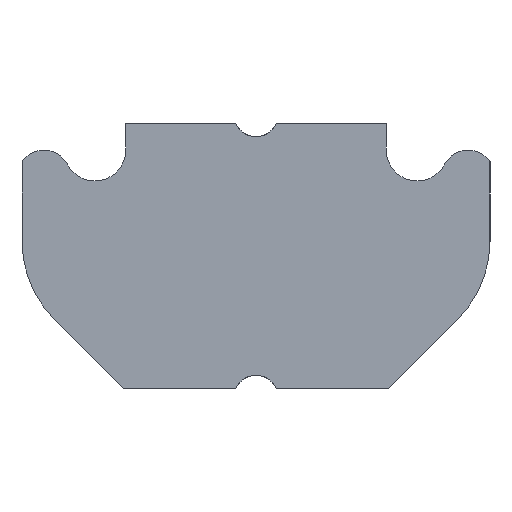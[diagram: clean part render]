
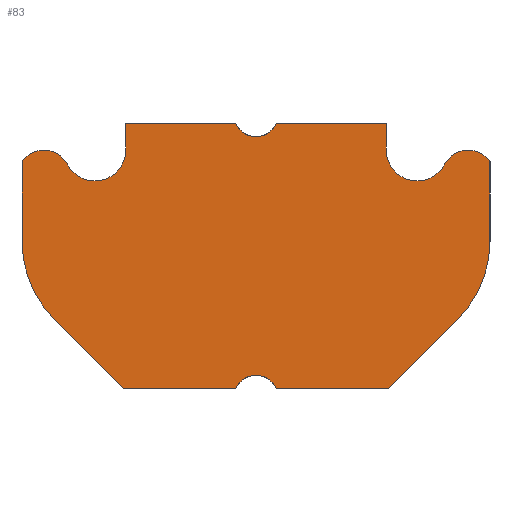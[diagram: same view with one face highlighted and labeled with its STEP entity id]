
A CAD part, left-side view. The second image highlights one B-rep face of the part: STEP entity #83.
In plain terms, the highlighted planar face has unit normal (-1, 0, 0).
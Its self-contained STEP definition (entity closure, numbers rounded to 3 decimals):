
#83 = ADVANCED_FACE( '', ( #170 ), #171, .T. );
#170 = FACE_OUTER_BOUND( '', #260, .T. );
#171 = PLANE( '', #261 );
#260 = EDGE_LOOP( '', ( #436, #437, #438, #439, #440, #441, #442, #443, #444, #445, #446, #447, #448, #449, #450, #451, #452, #453, #454 ) );
#261 = AXIS2_PLACEMENT_3D( '', #455, #456, #457 );
#436 = ORIENTED_EDGE( '', *, *, #573, .T. );
#437 = ORIENTED_EDGE( '', *, *, #582, .T. );
#438 = ORIENTED_EDGE( '', *, *, #578, .T. );
#439 = ORIENTED_EDGE( '', *, *, #634, .T. );
#440 = ORIENTED_EDGE( '', *, *, #645, .F. );
#441 = ORIENTED_EDGE( '', *, *, #646, .T. );
#442 = ORIENTED_EDGE( '', *, *, #568, .T. );
#443 = ORIENTED_EDGE( '', *, *, #600, .T. );
#444 = ORIENTED_EDGE( '', *, *, #630, .T. );
#445 = ORIENTED_EDGE( '', *, *, #617, .T. );
#446 = ORIENTED_EDGE( '', *, *, #586, .T. );
#447 = ORIENTED_EDGE( '', *, *, #643, .F. );
#448 = ORIENTED_EDGE( '', *, *, #639, .T. );
#449 = ORIENTED_EDGE( '', *, *, #609, .T. );
#450 = ORIENTED_EDGE( '', *, *, #647, .F. );
#451 = ORIENTED_EDGE( '', *, *, #626, .T. );
#452 = ORIENTED_EDGE( '', *, *, #648, .T. );
#453 = ORIENTED_EDGE( '', *, *, #649, .F. );
#454 = ORIENTED_EDGE( '', *, *, #596, .F. );
#455 = CARTESIAN_POINT( '', ( 0., -5.3, 3. ) );
#456 = DIRECTION( '', ( -1., 0., 0. ) );
#457 = DIRECTION( '', ( 0., -1., 0. ) );
#568 = EDGE_CURVE( '', #679, #677, #680, .T. );
#573 = EDGE_CURVE( '', #688, #686, #689, .T. );
#578 = EDGE_CURVE( '', #697, #695, #698, .T. );
#582 = EDGE_CURVE( '', #686, #697, #702, .T. );
#586 = EDGE_CURVE( '', #709, #707, #710, .T. );
#596 = EDGE_CURVE( '', #688, #723, #726, .T. );
#600 = EDGE_CURVE( '', #677, #730, #732, .T. );
#609 = EDGE_CURVE( '', #748, #746, #749, .T. );
#617 = EDGE_CURVE( '', #762, #709, #763, .T. );
#626 = EDGE_CURVE( '', #779, #777, #780, .T. );
#630 = EDGE_CURVE( '', #730, #762, #784, .T. );
#634 = EDGE_CURVE( '', #695, #788, #790, .T. );
#639 = EDGE_CURVE( '', #796, #748, #797, .T. );
#643 = EDGE_CURVE( '', #796, #707, #801, .T. );
#645 = EDGE_CURVE( '', #803, #788, #804, .T. );
#646 = EDGE_CURVE( '', #803, #679, #805, .T. );
#647 = EDGE_CURVE( '', #779, #746, #806, .T. );
#648 = EDGE_CURVE( '', #777, #807, #808, .T. );
#649 = EDGE_CURVE( '', #723, #807, #809, .T. );
#677 = VERTEX_POINT( '', #840 );
#679 = VERTEX_POINT( '', #843 );
#680 = LINE( '', #844, #845 );
#686 = VERTEX_POINT( '', #853 );
#688 = VERTEX_POINT( '', #856 );
#689 = LINE( '', #857, #858 );
#695 = VERTEX_POINT( '', #866 );
#697 = VERTEX_POINT( '', #869 );
#698 = LINE( '', #870, #871 );
#702 = CIRCLE( '', #876, 2.5 );
#707 = VERTEX_POINT( '', #881 );
#709 = VERTEX_POINT( '', #884 );
#710 = CIRCLE( '', #885, 0.6 );
#723 = VERTEX_POINT( '', #919 );
#726 = CIRCLE( '', #923, 0.6 );
#730 = VERTEX_POINT( '', #927 );
#732 = CIRCLE( '', #930, 2.5 );
#746 = VERTEX_POINT( '', #955 );
#748 = VERTEX_POINT( '', #958 );
#749 = LINE( '', #959, #960 );
#762 = VERTEX_POINT( '', #978 );
#763 = LINE( '', #979, #980 );
#777 = VERTEX_POINT( '', #998 );
#779 = VERTEX_POINT( '', #1001 );
#780 = LINE( '', #1002, #1003 );
#784 = LINE( '', #1009, #1010 );
#788 = VERTEX_POINT( '', #1014 );
#790 = LINE( '', #1017, #1018 );
#796 = VERTEX_POINT( '', #1026 );
#797 = LINE( '', #1027, #1028 );
#801 = CIRCLE( '', #1033, 0.7 );
#803 = VERTEX_POINT( '', #1035 );
#804 = CIRCLE( '', #1036, 0.5 );
#805 = LINE( '', #1037, #1038 );
#806 = CIRCLE( '', #1039, 0.5 );
#807 = VERTEX_POINT( '', #1040 );
#808 = LINE( '', #1041, #1042 );
#809 = CIRCLE( '', #1043, 0.7 );
#840 = CARTESIAN_POINT( '', ( 0., -4.568, -1.432 ) );
#843 = CARTESIAN_POINT( '', ( 0., -3., -3. ) );
#844 = CARTESIAN_POINT( '', ( 0., -3., -3. ) );
#845 = VECTOR( '', #1120, 1000. );
#853 = CARTESIAN_POINT( '', ( 0., 5.3, 0.336 ) );
#856 = CARTESIAN_POINT( '', ( 0., 5.3, 2.132 ) );
#857 = CARTESIAN_POINT( '', ( 0., 5.3, 3. ) );
#858 = VECTOR( '', #1124, 1000. );
#866 = CARTESIAN_POINT( '', ( 0., 3., -3. ) );
#869 = CARTESIAN_POINT( '', ( 0., 4.568, -1.432 ) );
#870 = CARTESIAN_POINT( '', ( 0., 1.85, -4.15 ) );
#871 = VECTOR( '', #1128, 1000. );
#876 = AXIS2_PLACEMENT_3D( '', #1133, #1134, #1135 );
#881 = CARTESIAN_POINT( '', ( 0., -4.289, 2.115 ) );
#884 = CARTESIAN_POINT( '', ( 0., -5.3, 2.132 ) );
#885 = AXIS2_PLACEMENT_3D( '', #1140, #1141, #1142 );
#919 = CARTESIAN_POINT( '', ( 0., 4.289, 2.115 ) );
#923 = AXIS2_PLACEMENT_3D( '', #1150, #1151, #1152 );
#927 = CARTESIAN_POINT( '', ( 0., -5.3, 0.336 ) );
#930 = AXIS2_PLACEMENT_3D( '', #1157, #1158, #1159 );
#955 = CARTESIAN_POINT( '', ( 0., -0.458, 3. ) );
#958 = CARTESIAN_POINT( '', ( 0., -2.95, 3. ) );
#959 = CARTESIAN_POINT( '', ( 0., -5.3, 3. ) );
#960 = VECTOR( '', #1169, 1000. );
#978 = CARTESIAN_POINT( '', ( 0., -5.3, 2.132 ) );
#979 = CARTESIAN_POINT( '', ( 0., -5.3, 2.132 ) );
#980 = VECTOR( '', #1178, 1000. );
#998 = CARTESIAN_POINT( '', ( 0., 2.95, 3. ) );
#1001 = CARTESIAN_POINT( '', ( 0., 0.458, 3. ) );
#1002 = CARTESIAN_POINT( '', ( 0., -5.3, 3. ) );
#1003 = VECTOR( '', #1190, 1000. );
#1009 = CARTESIAN_POINT( '', ( 0., -5.3, -3. ) );
#1010 = VECTOR( '', #1193, 1000. );
#1014 = CARTESIAN_POINT( '', ( 0., 0.458, -3. ) );
#1017 = CARTESIAN_POINT( '', ( 0., 5.3, -3. ) );
#1018 = VECTOR( '', #1198, 1000. );
#1026 = CARTESIAN_POINT( '', ( 0., -2.95, 2.4 ) );
#1027 = CARTESIAN_POINT( '', ( 0., -2.95, 4.001 ) );
#1028 = VECTOR( '', #1204, 1000. );
#1033 = AXIS2_PLACEMENT_3D( '', #1209, #1210, #1211 );
#1035 = CARTESIAN_POINT( '', ( 0., -0.458, -3. ) );
#1036 = AXIS2_PLACEMENT_3D( '', #1212, #1213, #1214 );
#1037 = CARTESIAN_POINT( '', ( 0., 5.3, -3. ) );
#1038 = VECTOR( '', #1215, 1000. );
#1039 = AXIS2_PLACEMENT_3D( '', #1216, #1217, #1218 );
#1040 = CARTESIAN_POINT( '', ( 0., 2.95, 2.4 ) );
#1041 = CARTESIAN_POINT( '', ( 0., 2.95, 2.4 ) );
#1042 = VECTOR( '', #1219, 1000. );
#1043 = AXIS2_PLACEMENT_3D( '', #1220, #1221, #1222 );
#1120 = DIRECTION( '', ( 0., -0.707, 0.707 ) );
#1124 = DIRECTION( '', ( 0., 0., -1. ) );
#1128 = DIRECTION( '', ( 0., -0.707, -0.707 ) );
#1133 = CARTESIAN_POINT( '', ( 0., 2.8, 0.336 ) );
#1134 = DIRECTION( '', ( -1., 0., 0. ) );
#1135 = DIRECTION( '', ( 0., -1., 0. ) );
#1140 = CARTESIAN_POINT( '', ( 0., -4.8, 1.8 ) );
#1141 = DIRECTION( '', ( -1., 0., 0. ) );
#1142 = DIRECTION( '', ( 0., -1., 0. ) );
#1150 = CARTESIAN_POINT( '', ( 0., 4.8, 1.8 ) );
#1151 = DIRECTION( '', ( 1., 0., 0. ) );
#1152 = DIRECTION( '', ( 0., -1., 0. ) );
#1157 = CARTESIAN_POINT( '', ( 0., -2.8, 0.336 ) );
#1158 = DIRECTION( '', ( -1., 0., 0. ) );
#1159 = DIRECTION( '', ( 0., -1., 0. ) );
#1169 = DIRECTION( '', ( 0., 1., 0. ) );
#1178 = DIRECTION( '', ( 0., 0.569, -0.822 ) );
#1190 = DIRECTION( '', ( 0., 1., 0. ) );
#1193 = DIRECTION( '', ( 0., 0., 1. ) );
#1198 = DIRECTION( '', ( 0., -1., 0. ) );
#1204 = DIRECTION( '', ( 0., 0., 1. ) );
#1209 = CARTESIAN_POINT( '', ( 0., -3.65, 2.4 ) );
#1210 = DIRECTION( '', ( -1., 0., 0. ) );
#1211 = DIRECTION( '', ( 0., -1., 0. ) );
#1212 = CARTESIAN_POINT( '', ( 0., 0., -3.2 ) );
#1213 = DIRECTION( '', ( -1., 0., 0. ) );
#1214 = DIRECTION( '', ( 0., -1., 0. ) );
#1215 = DIRECTION( '', ( 0., -1., 0. ) );
#1216 = CARTESIAN_POINT( '', ( 0., 0., 3.2 ) );
#1217 = DIRECTION( '', ( -1., 0., 0. ) );
#1218 = DIRECTION( '', ( 0., -1., 0. ) );
#1219 = DIRECTION( '', ( 0., 0., -1. ) );
#1220 = CARTESIAN_POINT( '', ( 0., 3.65, 2.4 ) );
#1221 = DIRECTION( '', ( -1., 0., 0. ) );
#1222 = DIRECTION( '', ( 0., -1., 0. ) );
